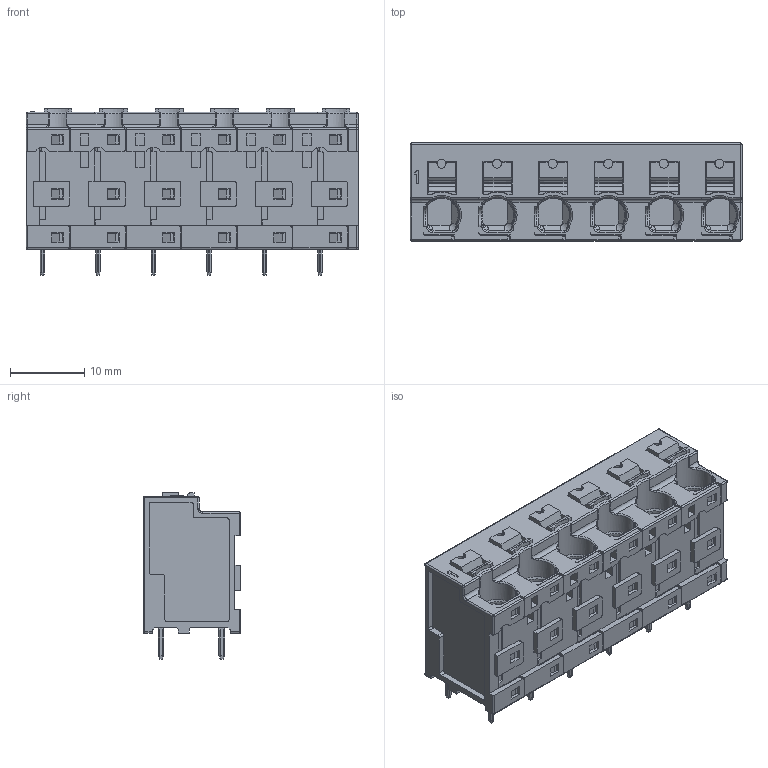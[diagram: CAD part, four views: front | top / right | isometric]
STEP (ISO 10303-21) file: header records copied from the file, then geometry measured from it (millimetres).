
FILE_DESCRIPTION(('CATIA V5 STEP Exchange','CAx-IF Rec.Pracs.--- Model Styling and Organization---1.5--- 2016-08-15','CAx-IF Rec.Pracs.---Supplemental Geometry---1.0---2011-11-01','CAx-IF Rec.Pracs.--- Composite Materials ---1.1---2010-07-15'),'2;1');
FILE_NAME ('2124194-2_0', '2025-12-02T14:32:31+00:00', ('none'), ('Weidmueller'), 'CATIA Version 5-6 Release 2024 SP4', 'CATIA V5 STEP AP214 v3', 'none');
FILE_SCHEMA(('AUTOMOTIVE_DESIGN { 1 0 10303 214 1 1 1 1 }'));
Products named in the file (1): 3124720000
Bounding box: 44.8 x 13.2 x 22.5 mm (x, y, z)
Volume: 7491.9 mm3; surface area: 8458.2 mm2
Topology: 1 solids, 3 shells, 2308 faces, 6244 edges, 4037 vertices
Faces by surface type: plane 1555, cylinder 456, bspline 137, extrusion 78, torus 32, sphere 26, cone 24
Entity records: 76301 total; most frequent: CARTESIAN_POINT 21815, ORIENTED_EDGE 12438, DIRECTION 7953, EDGE_CURVE 6219, VECTOR 4644, LINE 4566, VERTEX_POINT 4037, EDGE_LOOP 2488
